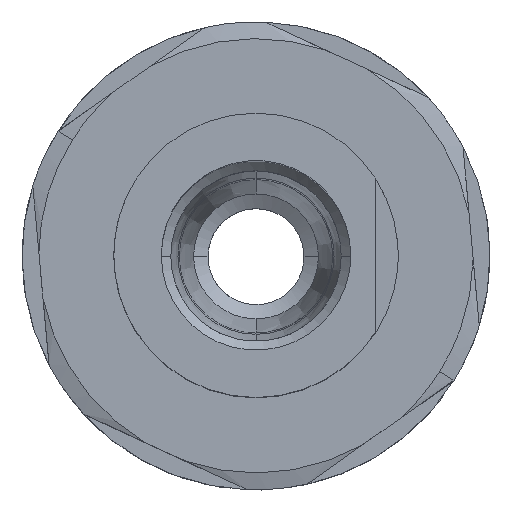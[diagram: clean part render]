
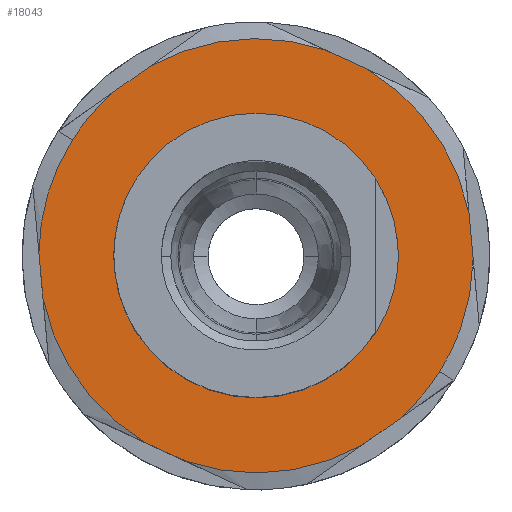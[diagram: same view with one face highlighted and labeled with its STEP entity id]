
A CAD part, top view. The second image highlights one B-rep face of the part: STEP entity #18043.
In plain terms, the highlighted planar face has unit normal (0, 0, 1).
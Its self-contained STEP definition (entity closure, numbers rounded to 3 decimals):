
#14890=AXIS2_PLACEMENT_3D('Circle Axis2P3D',#14888,#14889,$) ;
#15076=AXIS2_PLACEMENT_3D('Circle Axis2P3D',#15074,#15075,$) ;
#15083=AXIS2_PLACEMENT_3D('Circle Axis2P3D',#15081,#15082,$) ;
#17622=AXIS2_PLACEMENT_3D('Circle Axis2P3D',#17620,#17621,$) ;
#17684=AXIS2_PLACEMENT_3D('Circle Axis2P3D',#17682,#17683,$) ;
#17745=AXIS2_PLACEMENT_3D('Circle Axis2P3D',#17743,#17744,$) ;
#17817=AXIS2_PLACEMENT_3D('Circle Axis2P3D',#17815,#17816,$) ;
#17879=AXIS2_PLACEMENT_3D('Circle Axis2P3D',#17877,#17878,$) ;
#17982=AXIS2_PLACEMENT_3D('Circle Axis2P3D',#17980,#17981,$) ;
#17995=AXIS2_PLACEMENT_3D('Circle Axis2P3D',#17993,#17994,$) ;
#18008=AXIS2_PLACEMENT_3D('Plane Axis2P3D',#18005,#18006,#18007) ;
#14878=CARTESIAN_POINT('Vertex',(4.75,12.929,45.75)) ;
#14885=CARTESIAN_POINT('Vertex',(14.75,12.929,45.75)) ;
#14888=CARTESIAN_POINT('Axis2P3D Location',(9.75,9.75,45.75)) ;
#14946=CARTESIAN_POINT('Vertex',(14.75,6.571,45.75)) ;
#14949=CARTESIAN_POINT('Line Origine',(14.75,6.566,45.75)) ;
#14953=CARTESIAN_POINT('Vertex',(14.75,6.562,45.75)) ;
#15012=CARTESIAN_POINT('Vertex',(14.75,12.938,45.75)) ;
#15015=CARTESIAN_POINT('Line Origine',(14.75,12.934,45.75)) ;
#15074=CARTESIAN_POINT('Axis2P3D Location',(9.75,9.75,45.75)) ;
#15078=CARTESIAN_POINT('Vertex',(4.75,6.571,45.75)) ;
#15081=CARTESIAN_POINT('Axis2P3D Location',(9.75,9.75,45.75)) ;
#17579=CARTESIAN_POINT('Vertex',(15.714,2.943,45.75)) ;
#17582=CARTESIAN_POINT('Line Origine',(14.938,2.396,45.75)) ;
#17586=CARTESIAN_POINT('Vertex',(14.162,1.848,45.75)) ;
#17617=CARTESIAN_POINT('Vertex',(6.837,1.182,45.75)) ;
#17620=CARTESIAN_POINT('Axis2P3D Location',(9.75,9.75,45.75)) ;
#17645=CARTESIAN_POINT('Vertex',(5.113,1.978,45.75)) ;
#17653=CARTESIAN_POINT('Line Origine',(5.975,1.58,45.75)) ;
#17679=CARTESIAN_POINT('Vertex',(0.873,7.988,45.75)) ;
#17682=CARTESIAN_POINT('Axis2P3D Location',(9.75,9.75,45.75)) ;
#17707=CARTESIAN_POINT('Vertex',(0.701,9.88,45.75)) ;
#17715=CARTESIAN_POINT('Line Origine',(0.787,8.934,45.75)) ;
#17740=CARTESIAN_POINT('Vertex',(2.09,14.57,45.75)) ;
#17743=CARTESIAN_POINT('Axis2P3D Location',(9.75,9.75,45.75)) ;
#17768=CARTESIAN_POINT('Vertex',(5.338,17.652,45.75)) ;
#17783=CARTESIAN_POINT('Vertex',(3.786,16.557,45.75)) ;
#17786=CARTESIAN_POINT('Line Origine',(4.562,17.104,45.75)) ;
#17812=CARTESIAN_POINT('Vertex',(12.663,18.318,45.75)) ;
#17815=CARTESIAN_POINT('Axis2P3D Location',(9.75,9.75,45.75)) ;
#17840=CARTESIAN_POINT('Vertex',(14.387,17.522,45.75)) ;
#17848=CARTESIAN_POINT('Line Origine',(13.525,17.92,45.75)) ;
#17874=CARTESIAN_POINT('Vertex',(18.627,11.512,45.75)) ;
#17877=CARTESIAN_POINT('Axis2P3D Location',(9.75,9.75,45.75)) ;
#17902=CARTESIAN_POINT('Vertex',(18.799,9.62,45.75)) ;
#17910=CARTESIAN_POINT('Line Origine',(18.713,10.566,45.75)) ;
#17935=CARTESIAN_POINT('Vertex',(17.41,4.93,45.75)) ;
#17939=CARTESIAN_POINT('Control Point',(18.799,9.62,45.75)) ;
#17940=CARTESIAN_POINT('Control Point',(18.781,8.382,45.75)) ;
#17941=CARTESIAN_POINT('Control Point',(18.537,7.147,45.75)) ;
#17942=CARTESIAN_POINT('Control Point',(18.069,5.978,45.75)) ;
#17943=CARTESIAN_POINT('Control Point',(17.41,4.93,45.75)) ;
#17959=CARTESIAN_POINT('Control Point',(14.75,6.562,45.75)) ;
#17960=CARTESIAN_POINT('Control Point',(15.275,7.385,45.75)) ;
#17961=CARTESIAN_POINT('Control Point',(15.619,8.323,45.75)) ;
#17962=CARTESIAN_POINT('Control Point',(15.744,9.315,45.75)) ;
#17963=CARTESIAN_POINT('Control Point',(15.656,10.287,45.75)) ;
#17964=CARTESIAN_POINT('Vertex',(15.656,10.287,45.75)) ;
#17980=CARTESIAN_POINT('Axis2P3D Location',(9.75,9.75,45.75)) ;
#17993=CARTESIAN_POINT('Axis2P3D Location',(9.75,9.75,45.75)) ;
#18005=CARTESIAN_POINT('Axis2P3D Location',(9.75,9.75,45.75)) ;
#18011=CARTESIAN_POINT('Control Point',(2.09,14.57,45.75)) ;
#18012=CARTESIAN_POINT('Control Point',(2.369,15.014,45.75)) ;
#18013=CARTESIAN_POINT('Control Point',(2.681,15.437,45.75)) ;
#18014=CARTESIAN_POINT('Control Point',(3.022,15.837,45.75)) ;
#18015=CARTESIAN_POINT('Control Point',(3.392,16.211,45.75)) ;
#18016=CARTESIAN_POINT('Control Point',(3.786,16.557,45.75)) ;
#14889=DIRECTION('Axis2P3D Direction',(0.,0.,-1.)) ;
#14950=DIRECTION('Vector Direction',(0.,-1.,0.)) ;
#15016=DIRECTION('Vector Direction',(0.,-1.,0.)) ;
#15075=DIRECTION('Axis2P3D Direction',(0.,0.,-1.)) ;
#15082=DIRECTION('Axis2P3D Direction',(0.,0.,-1.)) ;
#17583=DIRECTION('Vector Direction',(-0.817,-0.576,0.)) ;
#17621=DIRECTION('Axis2P3D Direction',(0.,0.,-1.)) ;
#17654=DIRECTION('Vector Direction',(-0.908,0.419,0.)) ;
#17683=DIRECTION('Axis2P3D Direction',(0.,0.,-1.)) ;
#17716=DIRECTION('Vector Direction',(-0.091,0.996,0.)) ;
#17744=DIRECTION('Axis2P3D Direction',(0.,0.,-1.)) ;
#17787=DIRECTION('Vector Direction',(0.817,0.576,0.)) ;
#17816=DIRECTION('Axis2P3D Direction',(0.,0.,-1.)) ;
#17849=DIRECTION('Vector Direction',(0.908,-0.419,0.)) ;
#17878=DIRECTION('Axis2P3D Direction',(0.,0.,-1.)) ;
#17911=DIRECTION('Vector Direction',(0.091,-0.996,0.)) ;
#17981=DIRECTION('Axis2P3D Direction',(0.,0.,1.)) ;
#17994=DIRECTION('Axis2P3D Direction',(0.,0.,-1.)) ;
#18006=DIRECTION('Axis2P3D Direction',(0.,0.,1.)) ;
#18007=DIRECTION('Axis2P3D XDirection',(0.996,0.091,0.)) ;
#14951=VECTOR('Line Direction',#14950,1.) ;
#15017=VECTOR('Line Direction',#15016,1.) ;
#17584=VECTOR('Line Direction',#17583,1.) ;
#17655=VECTOR('Line Direction',#17654,1.) ;
#17717=VECTOR('Line Direction',#17716,1.) ;
#17788=VECTOR('Line Direction',#17787,1.) ;
#17850=VECTOR('Line Direction',#17849,1.) ;
#17912=VECTOR('Line Direction',#17911,1.) ;
#18019=ORIENTED_EDGE('',*,*,#17997,.F.) ;
#18020=ORIENTED_EDGE('',*,*,#17944,.F.) ;
#18021=ORIENTED_EDGE('',*,*,#17914,.F.) ;
#18022=ORIENTED_EDGE('',*,*,#17881,.F.) ;
#18023=ORIENTED_EDGE('',*,*,#17852,.F.) ;
#18024=ORIENTED_EDGE('',*,*,#17819,.F.) ;
#18025=ORIENTED_EDGE('',*,*,#17790,.F.) ;
#18026=ORIENTED_EDGE('',*,*,#18017,.F.) ;
#18027=ORIENTED_EDGE('',*,*,#17747,.F.) ;
#18028=ORIENTED_EDGE('',*,*,#17719,.F.) ;
#18029=ORIENTED_EDGE('',*,*,#17686,.F.) ;
#18030=ORIENTED_EDGE('',*,*,#17657,.F.) ;
#18031=ORIENTED_EDGE('',*,*,#17624,.F.) ;
#18032=ORIENTED_EDGE('',*,*,#17588,.F.) ;
#18035=ORIENTED_EDGE('',*,*,#15019,.T.) ;
#18036=ORIENTED_EDGE('',*,*,#17984,.F.) ;
#18037=ORIENTED_EDGE('',*,*,#17966,.F.) ;
#18038=ORIENTED_EDGE('',*,*,#14955,.T.) ;
#18039=ORIENTED_EDGE('',*,*,#15085,.F.) ;
#18040=ORIENTED_EDGE('',*,*,#15080,.F.) ;
#18041=ORIENTED_EDGE('',*,*,#14892,.F.) ;
#18042=FACE_BOUND('',#18034,.T.) ;
#18043=ADVANCED_FACE('Hauptk\X2\00F6\X0\rper',(#18033,#18042),#18009,.T.) ;
#17938=B_SPLINE_CURVE_WITH_KNOTS('',4,(#17939,#17940,#17941,#17942,#17943),.UNSPECIFIED.,.F.,.U.,(5,5),(-27.362,27.362),.UNSPECIFIED.) ;
#17958=B_SPLINE_CURVE_WITH_KNOTS('',4,(#17959,#17960,#17961,#17962,#17963),.UNSPECIFIED.,.F.,.U.,(5,5),(-1.952,1.952),.UNSPECIFIED.) ;
#18010=B_SPLINE_CURVE_WITH_KNOTS('',5,(#18011,#18012,#18013,#18014,#18015,#18016),.UNSPECIFIED.,.F.,.U.,(6,6),(0.,3.707),.UNSPECIFIED.) ;
#14891=CIRCLE('generated circle',#14890,5.925) ;
#15077=CIRCLE('generated circle',#15076,5.925) ;
#15084=CIRCLE('generated circle',#15083,5.925) ;
#17623=CIRCLE('generated circle',#17622,9.05) ;
#17685=CIRCLE('generated circle',#17684,9.05) ;
#17746=CIRCLE('generated circle',#17745,9.05) ;
#17818=CIRCLE('generated circle',#17817,9.05) ;
#17880=CIRCLE('generated circle',#17879,9.05) ;
#17983=CIRCLE('generated circle',#17982,5.93) ;
#17996=CIRCLE('generated circle',#17995,9.05) ;
#14892=EDGE_CURVE('',#14886,#14879,#14891,.F.) ;
#14955=EDGE_CURVE('',#14954,#14947,#14952,.F.) ;
#15019=EDGE_CURVE('',#14886,#15013,#15018,.F.) ;
#15080=EDGE_CURVE('',#14879,#15079,#15077,.F.) ;
#15085=EDGE_CURVE('',#15079,#14947,#15084,.F.) ;
#17588=EDGE_CURVE('',#17580,#17587,#17585,.T.) ;
#17624=EDGE_CURVE('',#17587,#17618,#17623,.T.) ;
#17657=EDGE_CURVE('',#17618,#17646,#17656,.T.) ;
#17686=EDGE_CURVE('',#17646,#17680,#17685,.T.) ;
#17719=EDGE_CURVE('',#17680,#17708,#17718,.T.) ;
#17747=EDGE_CURVE('',#17708,#17741,#17746,.T.) ;
#17790=EDGE_CURVE('',#17784,#17769,#17789,.T.) ;
#17819=EDGE_CURVE('',#17769,#17813,#17818,.T.) ;
#17852=EDGE_CURVE('',#17813,#17841,#17851,.T.) ;
#17881=EDGE_CURVE('',#17841,#17875,#17880,.T.) ;
#17914=EDGE_CURVE('',#17875,#17903,#17913,.T.) ;
#17944=EDGE_CURVE('',#17903,#17936,#17938,.T.) ;
#17966=EDGE_CURVE('',#14954,#17965,#17958,.T.) ;
#17984=EDGE_CURVE('',#17965,#15013,#17983,.T.) ;
#17997=EDGE_CURVE('',#17936,#17580,#17996,.T.) ;
#18017=EDGE_CURVE('',#17741,#17784,#18010,.T.) ;
#18018=EDGE_LOOP('',(#18019,#18020,#18021,#18022,#18023,#18024,#18025,#18026,#18027,#18028,#18029,#18030,#18031,#18032)) ;
#18034=EDGE_LOOP('',(#18035,#18036,#18037,#18038,#18039,#18040,#18041)) ;
#18033=FACE_OUTER_BOUND('',#18018,.T.) ;
#14952=LINE('Line',#14949,#14951) ;
#15018=LINE('Line',#15015,#15017) ;
#17585=LINE('Line',#17582,#17584) ;
#17656=LINE('Line',#17653,#17655) ;
#17718=LINE('Line',#17715,#17717) ;
#17789=LINE('Line',#17786,#17788) ;
#17851=LINE('Line',#17848,#17850) ;
#17913=LINE('Line',#17910,#17912) ;
#18009=PLANE('',#18008) ;
#14879=VERTEX_POINT('',#14878) ;
#14886=VERTEX_POINT('',#14885) ;
#14947=VERTEX_POINT('',#14946) ;
#14954=VERTEX_POINT('',#14953) ;
#15013=VERTEX_POINT('',#15012) ;
#15079=VERTEX_POINT('',#15078) ;
#17580=VERTEX_POINT('',#17579) ;
#17587=VERTEX_POINT('',#17586) ;
#17618=VERTEX_POINT('',#17617) ;
#17646=VERTEX_POINT('',#17645) ;
#17680=VERTEX_POINT('',#17679) ;
#17708=VERTEX_POINT('',#17707) ;
#17741=VERTEX_POINT('',#17740) ;
#17769=VERTEX_POINT('',#17768) ;
#17784=VERTEX_POINT('',#17783) ;
#17813=VERTEX_POINT('',#17812) ;
#17841=VERTEX_POINT('',#17840) ;
#17875=VERTEX_POINT('',#17874) ;
#17903=VERTEX_POINT('',#17902) ;
#17936=VERTEX_POINT('',#17935) ;
#17965=VERTEX_POINT('',#17964) ;
